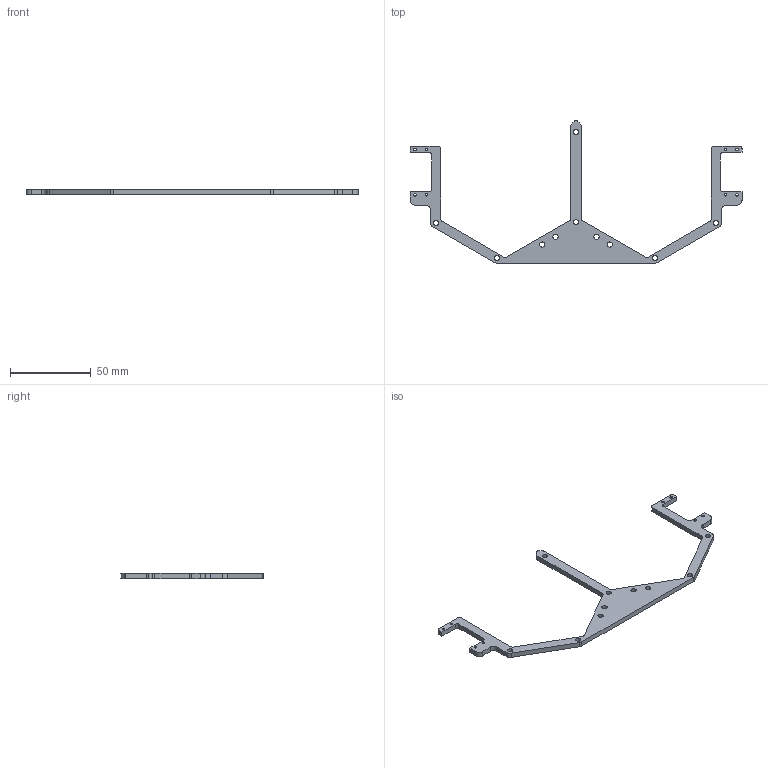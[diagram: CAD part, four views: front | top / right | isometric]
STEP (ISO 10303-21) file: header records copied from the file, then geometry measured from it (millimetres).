
FILE_DESCRIPTION(/* description */ (''),/* implementation_level */ '2;1');
FILE_NAME(/* name */ 'Claw7_Top_Plate.stp',/* time_stamp */ '2024-01-01T07:50:41-06:00',/* author */ ('kelle'),/* organization */ (''),/* preprocessor_version */ 'ST-DEVELOPER v19',/* originating_system */ 'Autodesk Inventor 2023',/* authorisation */ '');
FILE_SCHEMA (('AUTOMOTIVE_DESIGN { 1 0 10303 214 3 1 1 }'));
Length unit declared in the file: inch
Products named in the file (1): Claw7_Top_Plate
Bounding box: 205.45 x 88.24 x 3.17 mm (x, y, z)
Volume: 9954.3 mm3; surface area: 9250.2 mm2
Topology: 1 solids, 1 shells, 74 faces, 216 edges, 144 vertices
Faces by surface type: cylinder 43, plane 31
Full cylindrical faces by diameter (mm): 1.587 x8, 3.175 x10
Entity records: 2603 total; most frequent: DIRECTION 452, CARTESIAN_POINT 435, ORIENTED_EDGE 432, EDGE_CURVE 216, AXIS2_PLACEMENT_3D 161, VERTEX_POINT 144, LINE 130, VECTOR 130
